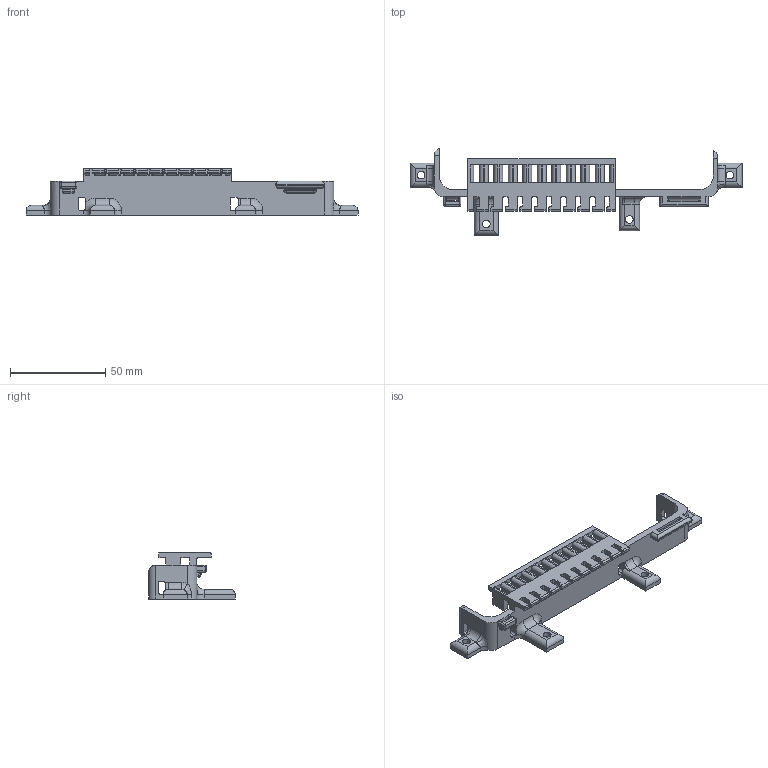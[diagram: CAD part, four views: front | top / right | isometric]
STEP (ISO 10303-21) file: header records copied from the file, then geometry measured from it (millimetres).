
FILE_DESCRIPTION (( 'STEP AP203' ), '1' );
FILE_NAME ('Tator Defender Right.STEP', '2016-12-27T21:36:10', ( 'TeamTators' ), ( 'HP' ), 'SwSTEP 2.0', 'SolidWorks 2016', '' );
FILE_SCHEMA (( 'CONFIG_CONTROL_DESIGN' ));
Length unit declared in the file: inch
Products named in the file (1): Tator Defender Right
Bounding box: 174.7 x 45.72 x 24.26 mm (x, y, z)
Volume: 24039.3 mm3; surface area: 17581.6 mm2
Topology: 1 solids, 1 shells, 387 faces, 1133 edges, 724 vertices
Faces by surface type: plane 209, cylinder 160, torus 8, sphere 8, bspline 2
Entity records: 13102 total; most frequent: CARTESIAN_POINT 2654, ORIENTED_EDGE 2250, DIRECTION 2117, EDGE_CURVE 1125, VECTOR 803, LINE 803, VERTEX_POINT 724, AXIS2_PLACEMENT_3D 657
